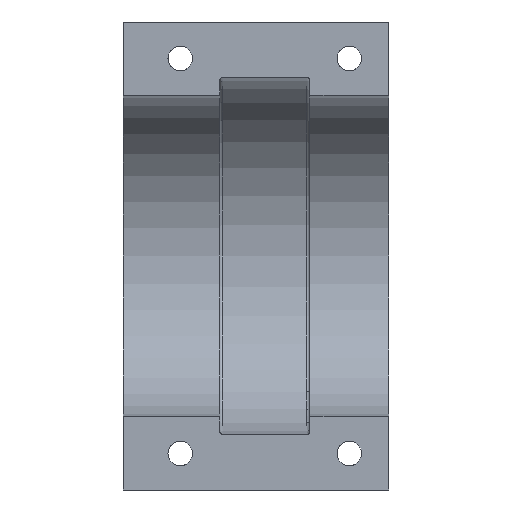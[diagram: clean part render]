
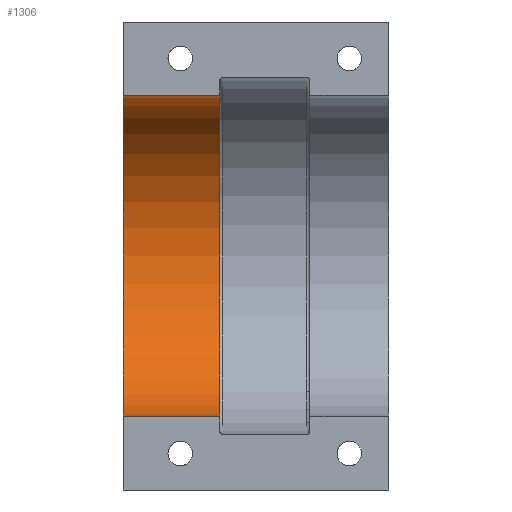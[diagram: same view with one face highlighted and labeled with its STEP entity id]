
A CAD part, front view. The second image highlights one B-rep face of the part: STEP entity #1306.
In plain terms, the highlighted cylindrical face has radius 27.5 mm (diameter 55 mm), a partial arc.
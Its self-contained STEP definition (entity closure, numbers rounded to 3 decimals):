
#29 = DIRECTION ( 'NONE',  ( -1., 0., 0. ) ) ;
#56 = EDGE_CURVE ( 'NONE', #1672, #1402, #2069, .T. ) ;
#109 = VERTEX_POINT ( 'NONE', #1542 ) ;
#273 = CARTESIAN_POINT ( 'NONE',  ( -24.2, 0., 0. ) ) ;
#340 = DIRECTION ( 'NONE',  ( 0., 0., -1. ) ) ;
#358 = AXIS2_PLACEMENT_3D ( 'NONE', #1005, #1015, #340 ) ;
#537 = VECTOR ( 'NONE', #29, 1000. ) ;
#592 = DIRECTION ( 'NONE',  ( 1., 0., 0. ) ) ;
#595 = ORIENTED_EDGE ( 'NONE', *, *, #56, .F. ) ;
#598 = AXIS2_PLACEMENT_3D ( 'NONE', #1646, #636, #958 ) ;
#602 = CARTESIAN_POINT ( 'NONE',  ( 0., 0.55, 27.494 ) ) ;
#636 = DIRECTION ( 'NONE',  ( 1., 0., 0. ) ) ;
#672 = EDGE_CURVE ( 'NONE', #1402, #109, #1439, .T. ) ;
#827 = EDGE_LOOP ( 'NONE', ( #1022, #1304, #595, #2055 ) ) ;
#844 = CARTESIAN_POINT ( 'NONE',  ( -7.7, 0.55, -27.494 ) ) ;
#958 = DIRECTION ( 'NONE',  ( 0., 0., -1. ) ) ;
#1005 = CARTESIAN_POINT ( 'NONE',  ( 0., 0., 0. ) ) ;
#1015 = DIRECTION ( 'NONE',  ( 1., 0., 0. ) ) ;
#1022 = ORIENTED_EDGE ( 'NONE', *, *, #1117, .F. ) ;
#1050 = LINE ( 'NONE', #602, #1209 ) ;
#1067 = CARTESIAN_POINT ( 'NONE',  ( -24.2, 0.55, -27.494 ) ) ;
#1117 = EDGE_CURVE ( 'NONE', #109, #2072, #1050, .T. ) ;
#1209 = VECTOR ( 'NONE', #1378, 1000. ) ;
#1246 = CIRCLE ( 'NONE', #598, 27.5 ) ;
#1304 = ORIENTED_EDGE ( 'NONE', *, *, #672, .F. ) ;
#1306 = ADVANCED_FACE ( 'NONE', ( #1989 ), #1344, .F. ) ;
#1332 = CARTESIAN_POINT ( 'NONE',  ( -7.7, 0.55, 27.494 ) ) ;
#1344 = CYLINDRICAL_SURFACE ( 'NONE', #358, 27.5 ) ;
#1378 = DIRECTION ( 'NONE',  ( 1., 0., 0. ) ) ;
#1402 = VERTEX_POINT ( 'NONE', #1067 ) ;
#1439 = CIRCLE ( 'NONE', #1543, 27.5 ) ;
#1486 = CARTESIAN_POINT ( 'NONE',  ( 0., 0.55, -27.494 ) ) ;
#1542 = CARTESIAN_POINT ( 'NONE',  ( -24.2, 0.55, 27.494 ) ) ;
#1543 = AXIS2_PLACEMENT_3D ( 'NONE', #273, #592, #1730 ) ;
#1637 = EDGE_CURVE ( 'NONE', #1672, #2072, #1246, .T. ) ;
#1646 = CARTESIAN_POINT ( 'NONE',  ( -7.7, 0., 0. ) ) ;
#1672 = VERTEX_POINT ( 'NONE', #844 ) ;
#1730 = DIRECTION ( 'NONE',  ( 0., 0., 1. ) ) ;
#1989 = FACE_OUTER_BOUND ( 'NONE', #827, .T. ) ;
#2055 = ORIENTED_EDGE ( 'NONE', *, *, #1637, .T. ) ;
#2069 = LINE ( 'NONE', #1486, #537 ) ;
#2072 = VERTEX_POINT ( 'NONE', #1332 ) ;
